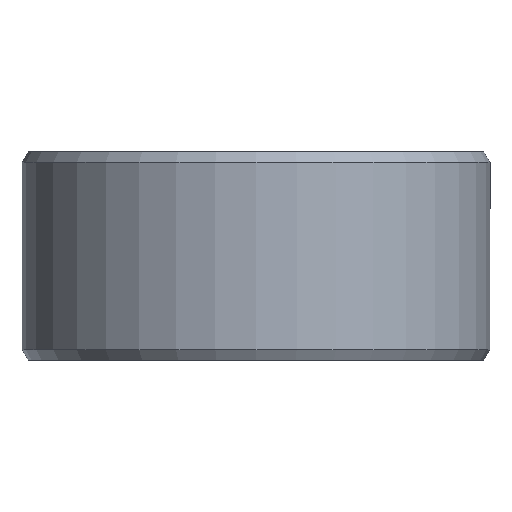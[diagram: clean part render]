
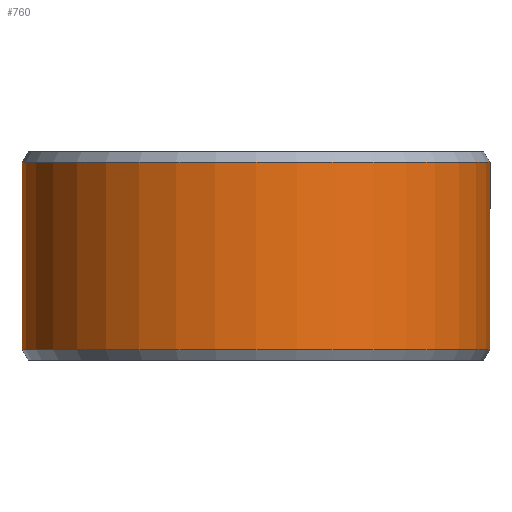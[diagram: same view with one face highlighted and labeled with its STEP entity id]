
A CAD part, left-side view. The second image highlights one B-rep face of the part: STEP entity #760.
In plain terms, the highlighted cylindrical face has radius 4.5 mm (diameter 9 mm), a partial arc.
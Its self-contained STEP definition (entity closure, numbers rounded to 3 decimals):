
#47 = EDGE_CURVE ( 'NONE', #1661, #902, #2138, .T. ) ;
#49 = EDGE_CURVE ( 'NONE', #2165, #2324, #136, .T. ) ;
#78 = CARTESIAN_POINT ( 'NONE',  ( 0., 0., 1.8 ) ) ;
#136 = LINE ( 'NONE', #1696, #1054 ) ;
#150 = DIRECTION ( 'NONE',  ( 0., -1., 0. ) ) ;
#349 = ORIENTED_EDGE ( 'NONE', *, *, #549, .F. ) ;
#353 = ORIENTED_EDGE ( 'NONE', *, *, #49, .T. ) ;
#372 = CIRCLE ( 'NONE', #1465, 4.5 ) ;
#384 = VECTOR ( 'NONE', #945, 1000. ) ;
#500 = DIRECTION ( 'NONE',  ( 0., 0., 1. ) ) ;
#549 = EDGE_CURVE ( 'NONE', #902, #2324, #1591, .T. ) ;
#588 = DIRECTION ( 'NONE',  ( 0., 0., 1. ) ) ;
#760 = ADVANCED_FACE ( 'NONE', ( #1062 ), #1136, .T. ) ;
#850 = CARTESIAN_POINT ( 'NONE',  ( 0., 4.5, -1.8 ) ) ;
#902 = VERTEX_POINT ( 'NONE', #1852 ) ;
#910 = CARTESIAN_POINT ( 'NONE',  ( 0., -4.5, -1.8 ) ) ;
#945 = DIRECTION ( 'NONE',  ( 0., 0., 1. ) ) ;
#950 = CARTESIAN_POINT ( 'NONE',  ( 0., 4.5, 2. ) ) ;
#976 = DIRECTION ( 'NONE',  ( 0., -1., 0. ) ) ;
#1054 = VECTOR ( 'NONE', #1895, 1000. ) ;
#1062 = FACE_OUTER_BOUND ( 'NONE', #1715, .T. ) ;
#1075 = EDGE_CURVE ( 'NONE', #1661, #2165, #372, .T. ) ;
#1136 = CYLINDRICAL_SURFACE ( 'NONE', #1511, 4.5 ) ;
#1465 = AXIS2_PLACEMENT_3D ( 'NONE', #1627, #500, #2396 ) ;
#1511 = AXIS2_PLACEMENT_3D ( 'NONE', #2394, #2401, #150 ) ;
#1591 = CIRCLE ( 'NONE', #1951, 4.5 ) ;
#1593 = CARTESIAN_POINT ( 'NONE',  ( 0., -4.5, 1.8 ) ) ;
#1627 = CARTESIAN_POINT ( 'NONE',  ( 0., 0., -1.8 ) ) ;
#1661 = VERTEX_POINT ( 'NONE', #850 ) ;
#1696 = CARTESIAN_POINT ( 'NONE',  ( 0., -4.5, 2. ) ) ;
#1715 = EDGE_LOOP ( 'NONE', ( #1718, #2021, #353, #349 ) ) ;
#1718 = ORIENTED_EDGE ( 'NONE', *, *, #47, .F. ) ;
#1852 = CARTESIAN_POINT ( 'NONE',  ( 0., 4.5, 1.8 ) ) ;
#1895 = DIRECTION ( 'NONE',  ( 0., 0., 1. ) ) ;
#1951 = AXIS2_PLACEMENT_3D ( 'NONE', #78, #588, #976 ) ;
#2021 = ORIENTED_EDGE ( 'NONE', *, *, #1075, .T. ) ;
#2138 = LINE ( 'NONE', #950, #384 ) ;
#2165 = VERTEX_POINT ( 'NONE', #910 ) ;
#2324 = VERTEX_POINT ( 'NONE', #1593 ) ;
#2394 = CARTESIAN_POINT ( 'NONE',  ( 0., 0., 2. ) ) ;
#2396 = DIRECTION ( 'NONE',  ( 0., -1., 0. ) ) ;
#2401 = DIRECTION ( 'NONE',  ( 0., 0., 1. ) ) ;
